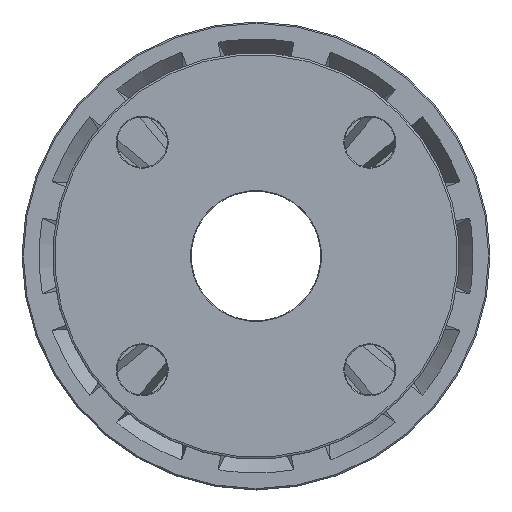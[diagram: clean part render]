
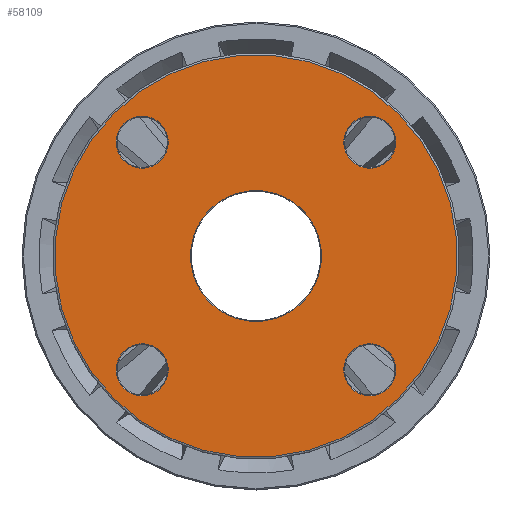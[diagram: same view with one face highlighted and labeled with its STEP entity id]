
A CAD part, front view. The second image highlights one B-rep face of the part: STEP entity #58109.
In plain terms, the highlighted planar face has unit normal (0, -1, 0).
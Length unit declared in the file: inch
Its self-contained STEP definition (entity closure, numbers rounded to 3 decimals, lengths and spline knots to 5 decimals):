
#58031=CARTESIAN_POINT('',(-2.10011,-4.,2.10011));
#58032=VERTEX_POINT('',#58031);
#58033=CARTESIAN_POINT('',(0.,-4.,0.));
#58034=DIRECTION('',(0.,1.0,0.));
#58035=DIRECTION('',(0.707,0.,-0.707));
#58036=AXIS2_PLACEMENT_3D('',#58033,#58034,#58035);
#58037=CIRCLE('',#58036,2.97);
#58038=EDGE_CURVE('',#58032,#58032,#58037,.T.);
#58046=CARTESIAN_POINT('',(-1.39883,-4.,1.39883));
#58047=DIRECTION('',(0.0,-1.0,0.0));
#58048=DIRECTION('',(0.707,0.0,0.707));
#58049=AXIS2_PLACEMENT_3D('',#58046,#58047,#58048);
#58050=PLANE('',#58049);
#58051=ORIENTED_EDGE('',*,*,#58038,.F.);
#58052=EDGE_LOOP('',(#58051));
#58053=FACE_OUTER_BOUND('',#58052,.T.);
#58054=CARTESIAN_POINT('',(1.94985,-4.,-1.40891));
#58055=VERTEX_POINT('',#58054);
#58056=CARTESIAN_POINT('',(1.67938,-4.,-1.67938));
#58057=DIRECTION('',(0.,-1.0,0.));
#58058=DIRECTION('',(-0.707,0.,-0.707));
#58059=AXIS2_PLACEMENT_3D('',#58056,#58057,#58058);
#58060=CIRCLE('',#58059,0.3825);
#58061=EDGE_CURVE('',#58055,#58055,#58060,.T.);
#58062=ORIENTED_EDGE('',*,*,#58061,.F.);
#58063=EDGE_LOOP('',(#58062));
#58064=FACE_BOUND('',#58063,.T.);
#58065=CARTESIAN_POINT('',(-1.40891,-4.,-1.94985));
#58066=VERTEX_POINT('',#58065);
#58067=CARTESIAN_POINT('',(-1.67938,-4.,-1.67938));
#58068=DIRECTION('',(0.,-1.0,0.));
#58069=DIRECTION('',(-0.707,0.,0.707));
#58070=AXIS2_PLACEMENT_3D('',#58067,#58068,#58069);
#58071=CIRCLE('',#58070,0.3825);
#58072=EDGE_CURVE('',#58066,#58066,#58071,.T.);
#58073=ORIENTED_EDGE('',*,*,#58072,.F.);
#58074=EDGE_LOOP('',(#58073));
#58075=FACE_BOUND('',#58074,.T.);
#58076=CARTESIAN_POINT('',(-1.94985,-4.,1.40891));
#58077=VERTEX_POINT('',#58076);
#58078=CARTESIAN_POINT('',(-1.67938,-4.,1.67938));
#58079=DIRECTION('',(0.,-1.0,0.));
#58080=DIRECTION('',(0.707,0.,0.707));
#58081=AXIS2_PLACEMENT_3D('',#58078,#58079,#58080);
#58082=CIRCLE('',#58081,0.3825);
#58083=EDGE_CURVE('',#58077,#58077,#58082,.T.);
#58084=ORIENTED_EDGE('',*,*,#58083,.F.);
#58085=EDGE_LOOP('',(#58084));
#58086=FACE_BOUND('',#58085,.T.);
#58087=CARTESIAN_POINT('',(-0.68342,-4.,0.68342));
#58088=VERTEX_POINT('',#58087);
#58089=CARTESIAN_POINT('',(0.,-4.,0.));
#58090=DIRECTION('',(0.,-1.0,0.));
#58091=DIRECTION('',(0.707,0.,-0.707));
#58092=AXIS2_PLACEMENT_3D('',#58089,#58090,#58091);
#58093=CIRCLE('',#58092,0.9665);
#58094=EDGE_CURVE('',#58088,#58088,#58093,.T.);
#58095=ORIENTED_EDGE('',*,*,#58094,.F.);
#58096=EDGE_LOOP('',(#58095));
#58097=FACE_BOUND('',#58096,.T.);
#58098=CARTESIAN_POINT('',(1.40891,-4.,1.94985));
#58099=VERTEX_POINT('',#58098);
#58100=CARTESIAN_POINT('',(1.67938,-4.,1.67938));
#58101=DIRECTION('',(0.,-1.0,0.));
#58102=DIRECTION('',(0.707,0.,-0.707));
#58103=AXIS2_PLACEMENT_3D('',#58100,#58101,#58102);
#58104=CIRCLE('',#58103,0.3825);
#58105=EDGE_CURVE('',#58099,#58099,#58104,.T.);
#58106=ORIENTED_EDGE('',*,*,#58105,.F.);
#58107=EDGE_LOOP('',(#58106));
#58108=FACE_BOUND('',#58107,.T.);
#58109=ADVANCED_FACE('',(#58053,#58064,#58075,#58086,#58097,#58108),#58050,.T.);
